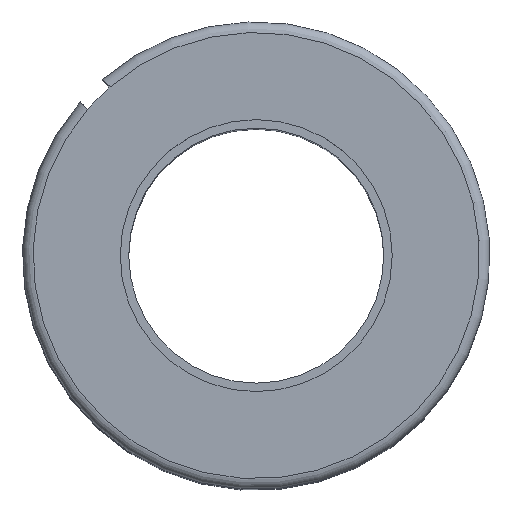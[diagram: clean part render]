
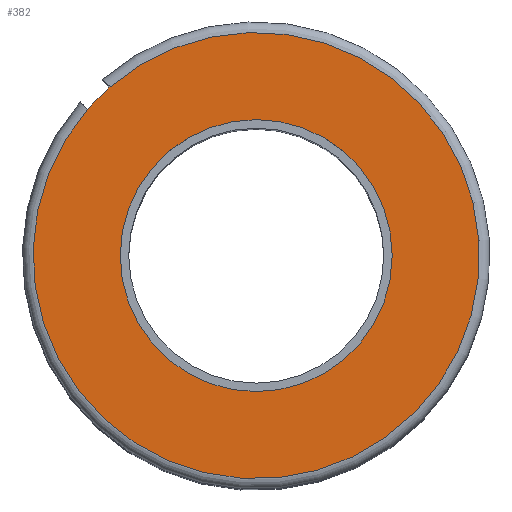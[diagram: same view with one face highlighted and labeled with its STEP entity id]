
A CAD part, top view. The second image highlights one B-rep face of the part: STEP entity #382.
In plain terms, the highlighted planar face has unit normal (0, 0, 1).
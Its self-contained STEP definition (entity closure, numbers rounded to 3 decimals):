
#24=PLANE('',#434);
#118=ORIENTED_EDGE('',*,*,#208,.T.);
#119=ORIENTED_EDGE('',*,*,#183,.F.);
#120=ORIENTED_EDGE('',*,*,#209,.F.);
#183=EDGE_CURVE('',#230,#231,#262,.T.);
#208=EDGE_CURVE('',#250,#250,#272,.T.);
#209=EDGE_CURVE('',#231,#230,#273,.F.);
#230=VERTEX_POINT('',#603);
#231=VERTEX_POINT('',#605);
#250=VERTEX_POINT('',#666);
#262=CIRCLE('',#417,10.5);
#272=CIRCLE('',#435,6.4);
#273=CIRCLE('',#436,10.5);
#293=EDGE_LOOP('',(#118));
#294=EDGE_LOOP('',(#119,#120));
#333=FACE_BOUND('',#293,.T.);
#334=FACE_BOUND('',#294,.T.);
#382=ADVANCED_FACE('',(#333,#334),#24,.T.);
#417=AXIS2_PLACEMENT_3D('',#604,#476,#477);
#434=AXIS2_PLACEMENT_3D('',#664,#522,#523);
#435=AXIS2_PLACEMENT_3D('',#665,#524,#525);
#436=AXIS2_PLACEMENT_3D('',#667,#526,#527);
#476=DIRECTION('',(0.,0.,-1.));
#477=DIRECTION('',(-1.,0.,0.));
#522=DIRECTION('',(0.,0.,1.));
#523=DIRECTION('',(1.,0.,0.));
#524=DIRECTION('',(0.,0.,-1.));
#525=DIRECTION('',(-1.,0.,0.));
#526=DIRECTION('',(0.,0.,1.));
#527=DIRECTION('',(1.,0.,0.));
#603=CARTESIAN_POINT('',(-6.875,7.936,16.));
#604=CARTESIAN_POINT('',(0.,0.,16.));
#605=CARTESIAN_POINT('',(-7.936,6.875,16.));
#664=CARTESIAN_POINT('',(0.,10.5,16.));
#665=CARTESIAN_POINT('',(0.,0.,16.));
#666=CARTESIAN_POINT('',(-6.4,0.,16.));
#667=CARTESIAN_POINT('',(0.,0.,16.));
